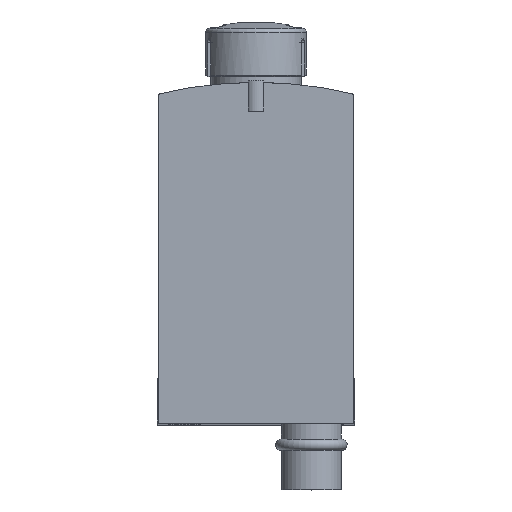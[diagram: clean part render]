
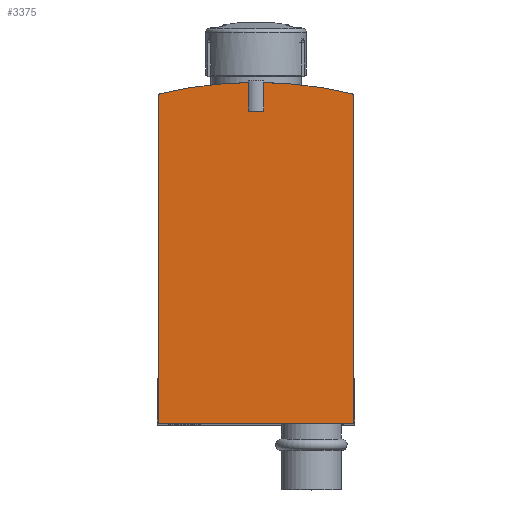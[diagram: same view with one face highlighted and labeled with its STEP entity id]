
A CAD part, top view. The second image highlights one B-rep face of the part: STEP entity #3375.
In plain terms, the highlighted planar face has unit normal (0, 0, 1).
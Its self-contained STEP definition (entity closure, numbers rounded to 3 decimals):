
#62=PLANE('',#3557);
#120=CIRCLE('',#3493,55.3);
#122=CIRCLE('',#3495,55.3);
#152=CIRCLE('',#3552,0.5);
#153=CIRCLE('',#3556,0.5);
#462=ORIENTED_EDGE('',*,*,#1108,.T.);
#463=ORIENTED_EDGE('',*,*,#1023,.T.);
#464=ORIENTED_EDGE('',*,*,#1102,.T.);
#465=ORIENTED_EDGE('',*,*,#1104,.T.);
#466=ORIENTED_EDGE('',*,*,#1050,.T.);
#467=ORIENTED_EDGE('',*,*,#1105,.T.);
#468=ORIENTED_EDGE('',*,*,#1107,.T.);
#469=ORIENTED_EDGE('',*,*,#1019,.T.);
#470=ORIENTED_EDGE('',*,*,#1109,.F.);
#471=ORIENTED_EDGE('',*,*,#1110,.T.);
#1019=EDGE_CURVE('',#1383,#1382,#120,.T.);
#1023=EDGE_CURVE('',#1380,#1386,#122,.T.);
#1050=EDGE_CURVE('',#1412,#1411,#1646,.T.);
#1102=EDGE_CURVE('',#1386,#1441,#152,.T.);
#1104=EDGE_CURVE('',#1441,#1412,#1675,.T.);
#1105=EDGE_CURVE('',#1411,#1442,#1676,.T.);
#1107=EDGE_CURVE('',#1442,#1383,#153,.T.);
#1108=EDGE_CURVE('',#1443,#1380,#1678,.T.);
#1109=EDGE_CURVE('',#1444,#1382,#1679,.T.);
#1110=EDGE_CURVE('',#1444,#1443,#1680,.T.);
#1380=VERTEX_POINT('',#4480);
#1382=VERTEX_POINT('',#4490);
#1383=VERTEX_POINT('',#4492);
#1386=VERTEX_POINT('',#4498);
#1411=VERTEX_POINT('',#4566);
#1412=VERTEX_POINT('',#4568);
#1441=VERTEX_POINT('',#4684);
#1442=VERTEX_POINT('',#4690);
#1443=VERTEX_POINT('',#4696);
#1444=VERTEX_POINT('',#4698);
#1646=LINE('',#4567,#1839);
#1675=LINE('',#4687,#1868);
#1676=LINE('',#4689,#1869);
#1678=LINE('',#4695,#1871);
#1679=LINE('',#4697,#1872);
#1680=LINE('',#4699,#1873);
#1839=VECTOR('',#3809,1000.);
#1868=VECTOR('',#3932,1000.);
#1869=VECTOR('',#3935,1000.);
#1871=VECTOR('',#3943,1000.);
#1872=VECTOR('',#3944,1000.);
#1873=VECTOR('',#3945,1000.);
#2049=EDGE_LOOP('',(#462,#463,#464,#465,#466,#467,#468,#469,#470,#471));
#2211=FACE_BOUND('',#2049,.T.);
#3375=ADVANCED_FACE('',(#2211),#62,.T.);
#3493=AXIS2_PLACEMENT_3D('',#4491,#3761,#3762);
#3495=AXIS2_PLACEMENT_3D('',#4499,#3767,#3768);
#3552=AXIS2_PLACEMENT_3D('',#4683,#3927,#3928);
#3556=AXIS2_PLACEMENT_3D('',#4693,#3939,#3940);
#3557=AXIS2_PLACEMENT_3D('',#4694,#3941,#3942);
#3761=DIRECTION('',(0.,0.,1.));
#3762=DIRECTION('',(1.,0.,0.));
#3767=DIRECTION('',(0.,0.,1.));
#3768=DIRECTION('',(1.,0.,0.));
#3809=DIRECTION('',(1.,0.,0.));
#3927=DIRECTION('',(0.,0.,1.));
#3928=DIRECTION('',(1.,0.,0.));
#3932=DIRECTION('',(0.,-1.,0.));
#3935=DIRECTION('',(0.,1.,0.));
#3939=DIRECTION('',(0.,0.,1.));
#3940=DIRECTION('',(1.,0.,0.));
#3941=DIRECTION('',(0.,0.,1.));
#3942=DIRECTION('',(1.,0.,0.));
#3943=DIRECTION('',(0.,1.,0.));
#3944=DIRECTION('',(0.,1.,0.));
#3945=DIRECTION('',(-1.,0.,0.));
#4480=CARTESIAN_POINT('',(-1.,45.291,78.5));
#4490=CARTESIAN_POINT('',(1.,45.291,78.5));
#4491=CARTESIAN_POINT('',(0.,-10.,78.5));
#4492=CARTESIAN_POINT('',(12.614,43.842,78.5));
#4498=CARTESIAN_POINT('',(-12.614,43.842,78.5));
#4499=CARTESIAN_POINT('',(0.,-10.,78.5));
#4566=CARTESIAN_POINT('',(13.,0.,78.5));
#4567=CARTESIAN_POINT('',(-13.,0.,78.5));
#4568=CARTESIAN_POINT('',(-13.,0.,78.5));
#4683=CARTESIAN_POINT('',(-12.5,43.355,78.5));
#4684=CARTESIAN_POINT('',(-13.,43.355,78.5));
#4687=CARTESIAN_POINT('',(-13.,43.355,78.5));
#4689=CARTESIAN_POINT('',(13.,0.,78.5));
#4690=CARTESIAN_POINT('',(13.,43.355,78.5));
#4693=CARTESIAN_POINT('',(12.5,43.355,78.5));
#4694=CARTESIAN_POINT('',(-12.5,43.355,78.5));
#4695=CARTESIAN_POINT('',(-1.,41.5,78.5));
#4696=CARTESIAN_POINT('',(-1.,41.5,78.5));
#4697=CARTESIAN_POINT('',(1.,41.5,78.5));
#4698=CARTESIAN_POINT('',(1.,41.5,78.5));
#4699=CARTESIAN_POINT('',(-12.5,41.5,78.5));
